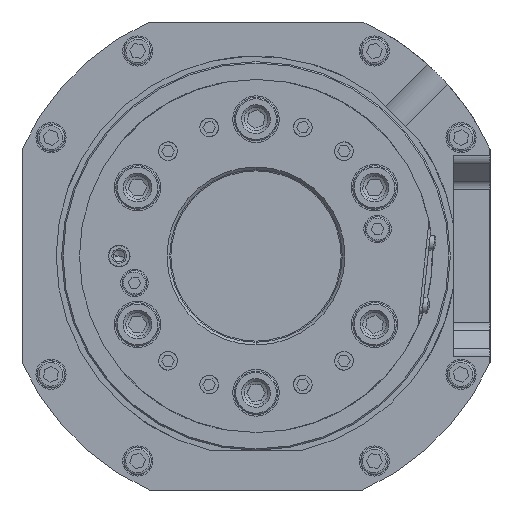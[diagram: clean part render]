
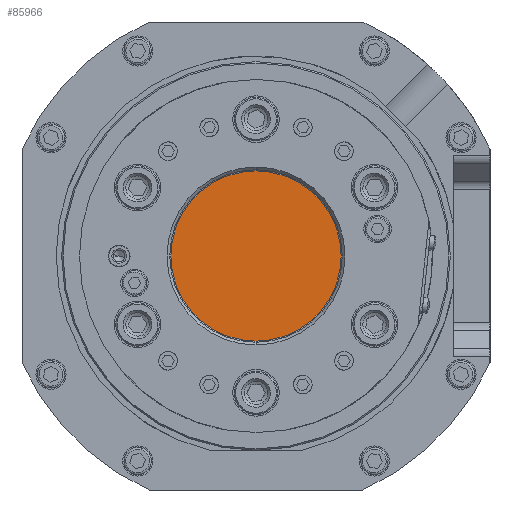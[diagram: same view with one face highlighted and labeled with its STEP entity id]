
A CAD part, front view. The second image highlights one B-rep face of the part: STEP entity #85966.
In plain terms, the highlighted planar face has unit normal (0, -1, 0).
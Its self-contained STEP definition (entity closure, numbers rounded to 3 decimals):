
#629 = FACE_OUTER_BOUND ( 'NONE', #45516, .T. ) ;
#2844 = AXIS2_PLACEMENT_3D ( 'NONE', #45371, #25300, #12347 ) ;
#12347 = DIRECTION ( 'NONE',  ( 0., 0., -1. ) ) ;
#18162 = CARTESIAN_POINT ( 'NONE',  ( 0., -69.3, 31.1 ) ) ;
#22204 = CARTESIAN_POINT ( 'NONE',  ( 0., -69.3, -31.1 ) ) ;
#25300 = DIRECTION ( 'NONE',  ( 0., 1., 0. ) ) ;
#31556 = ORIENTED_EDGE ( 'NONE', *, *, #76254, .F. ) ;
#33523 = DIRECTION ( 'NONE',  ( 0., 0., -1. ) ) ;
#34516 = VERTEX_POINT ( 'NONE', #22204 ) ;
#39133 = CARTESIAN_POINT ( 'NONE',  ( 0., -69.3, 0. ) ) ;
#40951 = CARTESIAN_POINT ( 'NONE',  ( 0., -69.3, 0. ) ) ;
#44574 = VERTEX_POINT ( 'NONE', #18162 ) ;
#45371 = CARTESIAN_POINT ( 'NONE',  ( 0., -69.3, 0. ) ) ;
#45516 = EDGE_LOOP ( 'NONE', ( #31556, #80282 ) ) ;
#49062 = AXIS2_PLACEMENT_3D ( 'NONE', #40951, #74675, #74077 ) ;
#53302 = PLANE ( 'NONE',  #2844 ) ;
#55046 = AXIS2_PLACEMENT_3D ( 'NONE', #39133, #73710, #33523 ) ;
#57450 = CIRCLE ( 'NONE', #55046, 31.1 ) ;
#68903 = EDGE_CURVE ( 'NONE', #44574, #34516, #85575, .T. ) ;
#73710 = DIRECTION ( 'NONE',  ( 0., 1., 0. ) ) ;
#74077 = DIRECTION ( 'NONE',  ( 0., 0., -1. ) ) ;
#74675 = DIRECTION ( 'NONE',  ( 0., 1., 0. ) ) ;
#76254 = EDGE_CURVE ( 'NONE', #34516, #44574, #57450, .T. ) ;
#80282 = ORIENTED_EDGE ( 'NONE', *, *, #68903, .F. ) ;
#85575 = CIRCLE ( 'NONE', #49062, 31.1 ) ;
#85966 = ADVANCED_FACE ( 'NONE', ( #629 ), #53302, .F. ) ;
